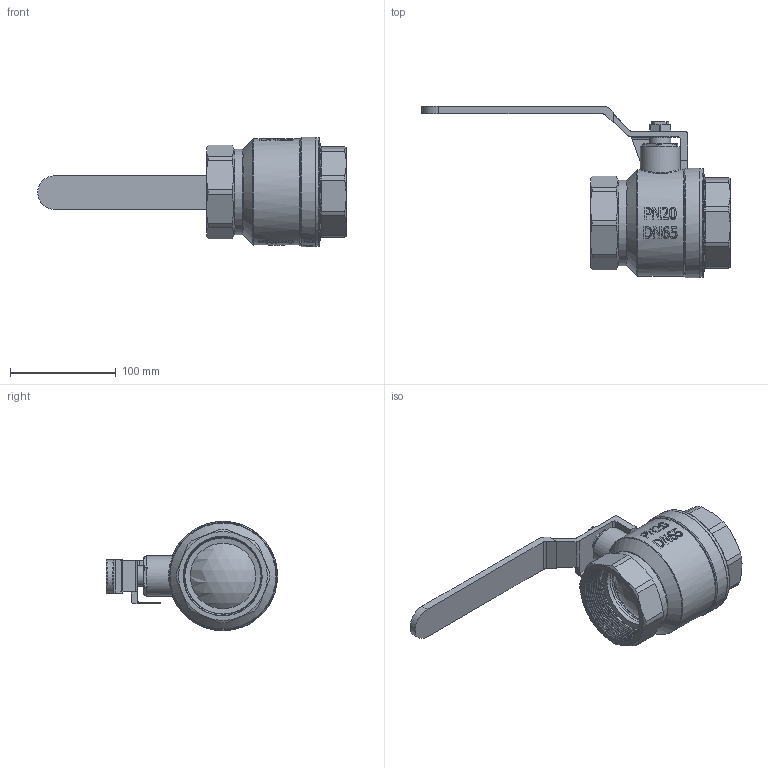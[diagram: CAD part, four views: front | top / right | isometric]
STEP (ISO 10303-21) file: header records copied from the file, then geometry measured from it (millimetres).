
FILE_DESCRIPTION(/* description */ (''),/* implementation_level */ '2;1');
FILE_NAME(/* name */ '065B8313R RD DN65 Ball Valve.stp',/* time_stamp */ '2023-05-19T13:52:04+08:00',/* author */ ('ywy96'),/* organization */ (''),/* preprocessor_version */ 'ST-DEVELOPER v18.1',/* originating_system */ 'Autodesk Inventor 2022',/* authorisation */ '');
FILE_SCHEMA (('AUTOMOTIVE_DESIGN { 1 0 10303 214 3 1 1 }'));
Length unit declared in the file: millimetre
Products named in the file (12): DN65 内螺纹球阀; G2 1/2内螺纹阀体; G2 1/2"&G3"; G2 1/2"&G3"_1; DN65 DN80填料; G2 1/2“不锈钢三通阀球; Ø62.5×Ø74×16; G2 1/2阀杆; G3"压帽; M16; Oring 15.8×2.4; DN65阀座
Assembly tree (12 placements, depth 2):
  DN65 内螺纹球阀
    G2 1/2内螺纹阀体
    G2 1/2"&G3"
    G2 1/2"&G3"_1
    DN65 DN80填料
    G2 1/2“不锈钢三通阀球
    Ø62.5×Ø74×16  x2
    G2 1/2阀杆
    G3"压帽
    M16
    Oring 15.8×2.4
    DN65阀座
Bounding box: 292.3 x 162.2 x 103.5 mm (x, y, z)
Volume: 367734.4 mm3; surface area: 253139.7 mm2
Topology: 12 solids, 12 shells, 1155 faces, 3090 edges, 2043 vertices
Faces by surface type: plane 533, bspline 364, cylinder 177, cone 58, torus 21, sphere 2
Full cylindrical faces by diameter (mm): 15 x1, 15.8 x1, 20 x4, 20.1 x1, 25 x1, 26 x1, 28 x1, 30 x1, 30.5 x7, 31 x2, 32 x2, 38 x1, 62 x3, 62.5 x2, 66 x1, 72.226 x17, 74 x4, 81 x1, 81.5 x1, 88 x1, 94.5 x13, 96 x12, 96.5 x1, 101 x1, 103.5 x2
Entity records: 58567 total; most frequent: CARTESIAN_POINT 30844, ORIENTED_EDGE 6142, DIRECTION 4191, EDGE_CURVE 3071, VERTEX_POINT 2033, LINE 1577, VECTOR 1577, AXIS2_PLACEMENT_3D 1307
